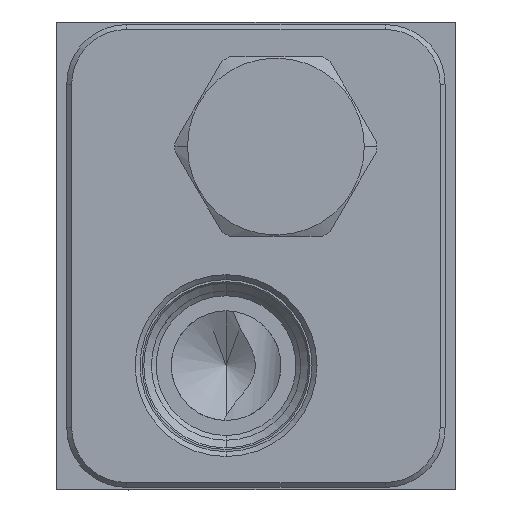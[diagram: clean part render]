
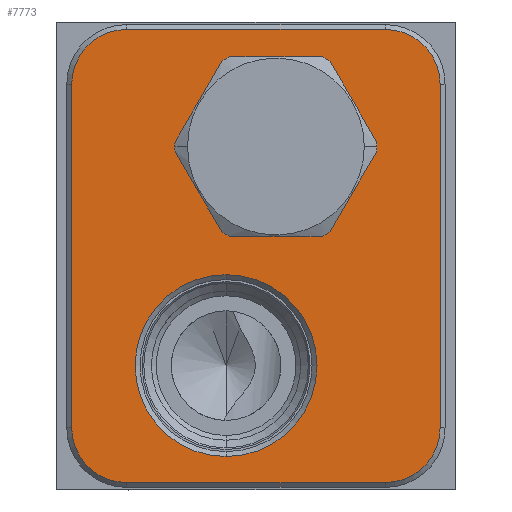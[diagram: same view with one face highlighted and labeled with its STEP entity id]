
A CAD part, front view. The second image highlights one B-rep face of the part: STEP entity #7773.
In plain terms, the highlighted planar face has unit normal (0, -1, 0).
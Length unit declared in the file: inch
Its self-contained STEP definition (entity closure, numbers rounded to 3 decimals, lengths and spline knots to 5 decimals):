
#663=CARTESIAN_POINT('',(2.062,-5.562,2.547));
#664=DIRECTION('',(0.,1.,0.));
#665=DIRECTION('',(0.,0.,1.));
#666=AXIS2_PLACEMENT_3D('',#663,#664,#665);
#677=CARTESIAN_POINT('',(1.062,-5.562,0.781));
#678=DIRECTION('',(0.,1.,0.));
#679=DIRECTION('',(0.,0.,-1.));
#680=AXIS2_PLACEMENT_3D('',#677,#678,#679);
#682=CARTESIAN_POINT('',(1.062,-5.562,0.781));
#683=DIRECTION('',(0.,1.,0.));
#684=DIRECTION('',(0.,0.,1.));
#685=AXIS2_PLACEMENT_3D('',#682,#683,#684);
#687=CARTESIAN_POINT('',(1.375,-5.562,2.156));
#688=DIRECTION('',(0.,1.,0.));
#689=DIRECTION('',(0.,0.,-1.));
#690=AXIS2_PLACEMENT_3D('',#687,#688,#689);
#692=CARTESIAN_POINT('',(1.375,-5.562,2.156));
#693=DIRECTION('',(0.,1.,0.));
#694=DIRECTION('',(0.,0.,1.));
#695=AXIS2_PLACEMENT_3D('',#692,#693,#694);
#6822=DIRECTION('',(0.,0.,-1.));
#6823=VECTOR('',#6822,2.156);
#6824=CARTESIAN_POINT('',(2.406,-5.562,2.547));
#6825=LINE('',#6824,#6823);
#6842=CARTESIAN_POINT('',(2.062,-5.562,0.391));
#6843=DIRECTION('',(0.,1.,0.));
#6844=DIRECTION('',(1.,0.,0.));
#6845=AXIS2_PLACEMENT_3D('',#6842,#6843,#6844);
#6860=DIRECTION('',(-1.,0.,0.));
#6861=VECTOR('',#6860,1.625);
#6862=CARTESIAN_POINT('',(2.062,-5.562,0.047));
#6863=LINE('',#6862,#6861);
#6876=CARTESIAN_POINT('',(0.437,-5.562,0.391));
#6877=DIRECTION('',(0.,1.,0.));
#6878=DIRECTION('',(0.,0.,-1.));
#6879=AXIS2_PLACEMENT_3D('',#6876,#6877,#6878);
#6890=DIRECTION('',(0.,0.,1.));
#6891=VECTOR('',#6890,2.156);
#6892=CARTESIAN_POINT('',(0.093,-5.562,0.391));
#6893=LINE('',#6892,#6891);
#6910=CARTESIAN_POINT('',(0.437,-5.562,2.547));
#6911=DIRECTION('',(0.,1.,0.));
#6912=DIRECTION('',(-1.,0.,0.));
#6913=AXIS2_PLACEMENT_3D('',#6910,#6911,#6912);
#6924=DIRECTION('',(1.,0.,0.));
#6925=VECTOR('',#6924,1.625);
#6926=CARTESIAN_POINT('',(0.437,-5.562,2.891));
#6927=LINE('',#6926,#6925);
#7213=CARTESIAN_POINT('',(1.062,-5.562,1.352));
#7214=VERTEX_POINT('',#7213);
#7223=CARTESIAN_POINT('',(1.062,-5.562,
0.21));
#7224=VERTEX_POINT('',#7223);
#7284=CARTESIAN_POINT('',(1.375,-5.562,1.616));
#7285=CARTESIAN_POINT('',(1.375,-5.562,2.696));
#7286=VERTEX_POINT('',#7284);
#7287=VERTEX_POINT('',#7285);
#7328=CARTESIAN_POINT('',(2.062,-5.562,0.047));
#7329=CARTESIAN_POINT('',(0.437,-5.562,0.047));
#7330=VERTEX_POINT('',#7328);
#7331=VERTEX_POINT('',#7329);
#7336=CARTESIAN_POINT('',(0.093,-5.562,0.391));
#7337=VERTEX_POINT('',#7336);
#7340=CARTESIAN_POINT('',(0.093,-5.562,2.547));
#7341=VERTEX_POINT('',#7340);
#7344=CARTESIAN_POINT('',(0.437,-5.562,2.891));
#7345=VERTEX_POINT('',#7344);
#7348=CARTESIAN_POINT('',(2.062,-5.562,2.891));
#7349=VERTEX_POINT('',#7348);
#7352=CARTESIAN_POINT('',(2.406,-5.562,2.547));
#7353=VERTEX_POINT('',#7352);
#7356=CARTESIAN_POINT('',(2.406,-5.562,0.391));
#7357=VERTEX_POINT('',#7356);
#7739=CARTESIAN_POINT('',(0.,-5.562,0.));
#7740=DIRECTION('',(0.,-1.,0.));
#7741=DIRECTION('',(1.,0.,0.));
#7742=AXIS2_PLACEMENT_3D('',#7739,#7740,#7741);
#7743=PLANE('',#7742);
#7744=ORIENTED_EDGE('',*,*,#7729,.T.);
#7746=ORIENTED_EDGE('',*,*,#7745,.T.);
#7748=ORIENTED_EDGE('',*,*,#7747,.T.);
#7750=ORIENTED_EDGE('',*,*,#7749,.T.);
#7752=ORIENTED_EDGE('',*,*,#7751,.T.);
#7754=ORIENTED_EDGE('',*,*,#7753,.T.);
#7756=ORIENTED_EDGE('',*,*,#7755,.T.);
#7758=ORIENTED_EDGE('',*,*,#7757,.T.);
#7759=EDGE_LOOP('',(#7744,#7746,#7748,#7750,#7752,#7754,#7756,#7758));
#7760=FACE_OUTER_BOUND('',#7759,.F.);
#7762=ORIENTED_EDGE('',*,*,#7761,.F.);
#7764=ORIENTED_EDGE('',*,*,#7763,.F.);
#7765=EDGE_LOOP('',(#7762,#7764));
#7766=FACE_BOUND('',#7765,.F.);
#7768=ORIENTED_EDGE('',*,*,#7767,.F.);
#7770=ORIENTED_EDGE('',*,*,#7769,.F.);
#7771=EDGE_LOOP('',(#7768,#7770));
#7772=FACE_BOUND('',#7771,.F.);
#7773=ADVANCED_FACE('',(#7760,#7766,#7772),#7743,.T.);
#667=CIRCLE('',#666,0.344);
#681=CIRCLE('',#680,0.571);
#686=CIRCLE('',#685,0.571);
#691=CIRCLE('',#690,0.54);
#696=CIRCLE('',#695,0.54);
#6846=CIRCLE('',#6845,0.344);
#6880=CIRCLE('',#6879,0.344);
#6914=CIRCLE('',#6913,0.344);
#7729=EDGE_CURVE('',#7349,#7353,#667,.T.);
#7745=EDGE_CURVE('',#7353,#7357,#6825,.T.);
#7747=EDGE_CURVE('',#7357,#7330,#6846,.T.);
#7749=EDGE_CURVE('',#7330,#7331,#6863,.T.);
#7751=EDGE_CURVE('',#7331,#7337,#6880,.T.);
#7753=EDGE_CURVE('',#7337,#7341,#6893,.T.);
#7755=EDGE_CURVE('',#7341,#7345,#6914,.T.);
#7757=EDGE_CURVE('',#7345,#7349,#6927,.T.);
#7761=EDGE_CURVE('',#7286,#7287,#691,.T.);
#7763=EDGE_CURVE('',#7287,#7286,#696,.T.);
#7767=EDGE_CURVE('',#7224,#7214,#681,.T.);
#7769=EDGE_CURVE('',#7214,#7224,#686,.T.);
